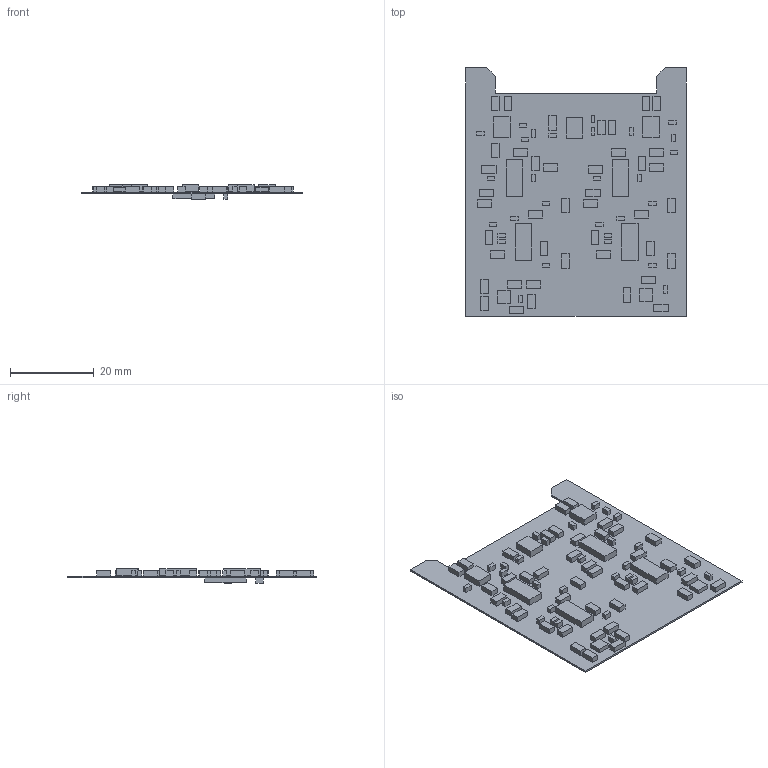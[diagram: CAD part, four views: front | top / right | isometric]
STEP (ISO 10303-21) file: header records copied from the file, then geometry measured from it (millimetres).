
FILE_DESCRIPTION(('Open CASCADE Model'),'2;1');
FILE_NAME('Open CASCADE Shape Model','2016-10-20T09:05:44',('Author'),( 'Open CASCADE'),'Open CASCADE STEP processor 6.8','Open CASCADE 6.8' ,'Unknown');
FILE_SCHEMA(('AUTOMOTIVE_DESIGN { 1 0 10303 214 1 1 1 1 }'));
Length unit declared in the file: millimetre
Products named in the file (101): PCB; Board; U8_F2; 729102640; Extruded; U8_F1; U7_F2; U7_F1; U6; 729102232; U5; 729103048; U4; U3; U2; 729103184; U1; R27_F2; 729102776; R27_F1; R26_F2; R26_F1; R25_F2; 729102504; R25_F1; R24_F2; R24_F1; R23_F2; R23_F1; R22_F2; R22_F1; R21_F2; R21_F1; R20_F2; R20_F1; R19_F2; R19_F1; R18_F2; R18_F1; R16_F2 ...
Assembly tree (175 placements, depth 4):
  PCB
    Board
    U8_F2
      729102640
        Extruded
    U8_F1
      729102640
        Extruded
    U7_F2
      729102640
        Extruded
    U7_F1
      729102640
        Extruded
    U6
      729102232
        Extruded
    U5
      729103048
        Extruded
    U4
      729103048
        Extruded
    U3
      729103048
        Extruded
    U2
      729103184
        Extruded
    U1
      729103184
        Extruded
    R27_F2
      729102776
        Extruded
    R27_F1
      729102776
        Extruded
    R26_F2
      729102776
        Extruded
    R26_F1
      729102776
        Extruded
    R25_F2
      729102504
        Extruded
    R25_F1
      729102504
        Extruded
    R24_F2
      729102504
        Extruded
    R24_F1
      729102504
        Extruded
    R23_F2
      729102776
        Extruded
    R23_F1
Bounding box: 52.83 x 59.44 x 3.45 mm (x, y, z)
Volume: 2065.7 mm3; surface area: 8283.6 mm2
Topology: 84 solids, 84 shells, 512 faces, 1032 edges, 688 vertices
Faces by surface type: plane 512
Entity records: 5838 total; most frequent: DIRECTION 872, CARTESIAN_POINT 722, LINE 396, VECTOR 396, PRODUCT_DEFINITION_SHAPE 276, ORIENTED_EDGE 264, PCURVE 264, DEFINITIONAL_REPRESENTATION 264
